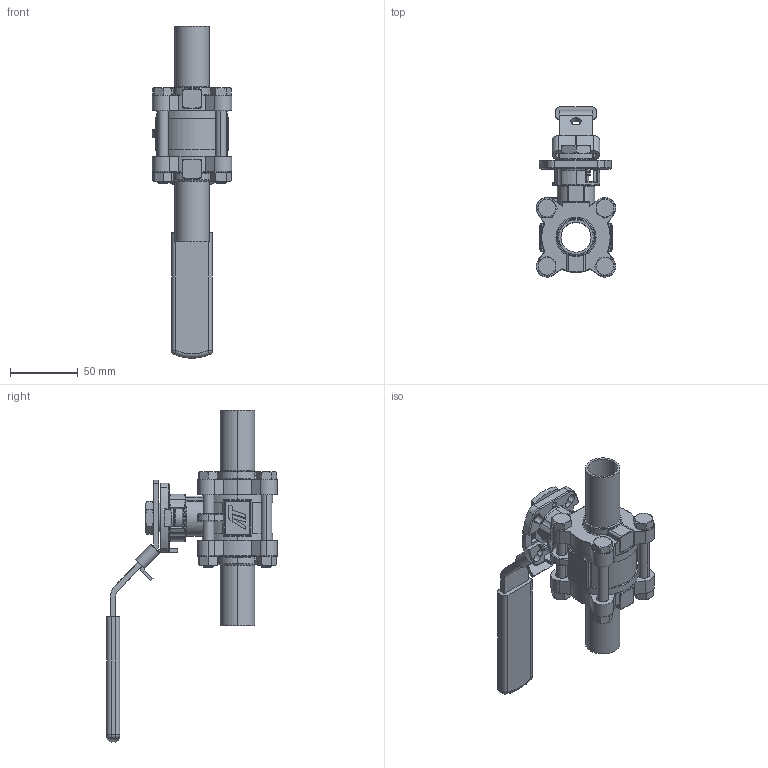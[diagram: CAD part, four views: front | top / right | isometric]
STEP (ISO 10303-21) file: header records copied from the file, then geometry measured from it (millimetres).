
FILE_DESCRIPTION (( 'STEP AP203' ), '1' );
FILE_NAME ('77-DA-0100-PXX.STEP', '2011-12-19T21:17:24', ( 'david-office' ), ( 'A-T Controls, Inc' ), 'SwSTEP 2.0', 'SolidWorks 2011', '' );
FILE_SCHEMA (( 'CONFIG_CONTROL_DESIGN' ));
Length unit declared in the file: inch
Products named in the file (11): 77-XX-0100-XXX BODY; 77-DA-0100-XXX TUBE END; 77-XX-0100-XXX STEM; M14 Hexnut Thin_B18.2.4.5M - Hex jam nut,  M14 x 2 --D-N; M14 Washer Thin Wall_B18.22M - Plain washer, 14 mm, narrow; B18.2.3.5M - Hex bolt M8 x 1.25 x 65 --22N_B18.2.3.5M - Hex bolt M8 x 1.25 x 65 --22N; B18.2.4.1M - Hex nut, Style 1,  M8 x 1.25 --D-N_B18.2.4.1M - Hex nut, Style 1,  M8 x 1.25 --D-N; 77-XX-0100-XXX HANDLE; 77-XX-0100-XXX HANDLE LOCK; 77-XX-0100-XXX AT NAME PLATE; 77-DA-0100-PXX
Assembly tree (25 placements, depth 2):
  77-DA-0100-PXX
    M14 Washer Thin Wall_B18.22M - Plain washer, 14 mm, narrow  x7
    B18.2.3.5M - Hex bolt M8 x 1.25 x 65 --22N_B18.2.3.5M - Hex bolt M8 x 1.25 x 65 --22N  x4
    M14 Hexnut Thin_B18.2.4.5M - Hex jam nut,  M14 x 2 --D-N  x2
    B18.2.4.1M - Hex nut, Style 1,  M8 x 1.25 --D-N_B18.2.4.1M - Hex nut, Style 1,  M8 x 1.25 --D-N  x4
    77-XX-0100-XXX STEM
    77-XX-0100-XXX HANDLE LOCK
    77-XX-0100-XXX AT NAME PLATE  x2
    77-XX-0100-XXX HANDLE
    77-XX-0100-XXX BODY
    77-DA-0100-XXX TUBE END  x2
Bounding box: 58.53 x 125.43 x 244.37 mm (x, y, z)
Volume: 183400.7 mm3; surface area: 94125.5 mm2
Topology: 25 solids, 25 shells, 878 faces, 2102 edges, 1265 vertices
Faces by surface type: plane 306, cylinder 298, cone 128, torus 99, bspline 35, sphere 12
Entity records: 18754 total; most frequent: CARTESIAN_POINT 4719, DIRECTION 2697, ORIENTED_EDGE 2572, EDGE_CURVE 1286, AXIS2_PLACEMENT_3D 1057, VERTEX_POINT 788, LINE 583, VECTOR 583
